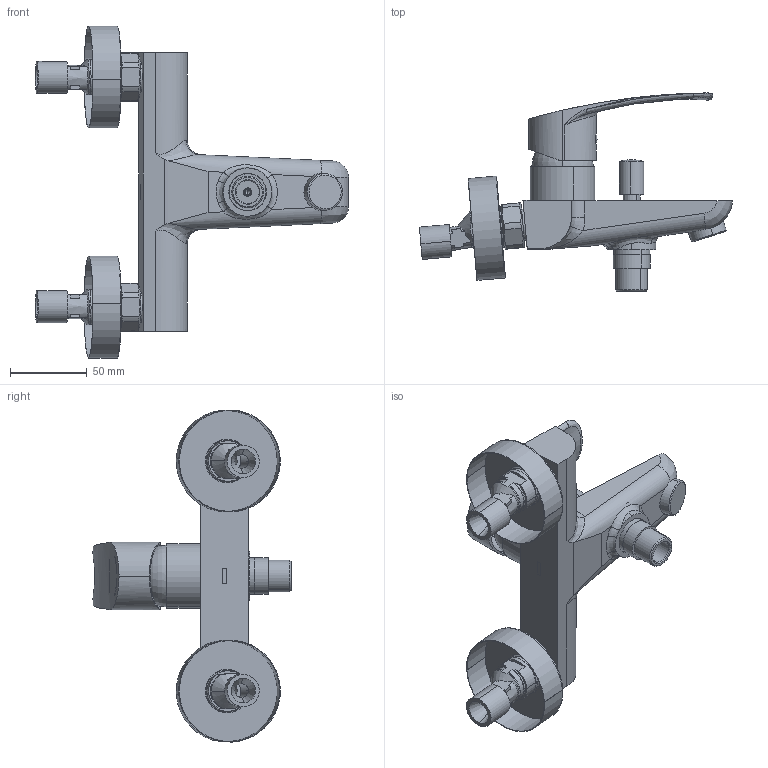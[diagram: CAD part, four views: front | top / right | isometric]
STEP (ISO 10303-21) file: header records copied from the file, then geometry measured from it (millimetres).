
FILE_DESCRIPTION (( 'STEP AP203' ), '1' );
FILE_NAME ('57CP03580.STEP', '2020-05-26T14:37:16', ( '' ), ( '' ), 'SwSTEP 2.0', 'SolidWorks 2018', '' );
FILE_SCHEMA (( 'CONFIG_CONTROL_DESIGN' ));
Length unit declared in the file: millimetre
Products named in the file (1): 57CP03580
Bounding box: 204.16 x 129.09 x 216.41 mm (x, y, z)
Surface area: 150167.6 mm2 (no closed solid volume)
Topology: 0 solids, 17 shells, 792 faces, 1903 edges, 1175 vertices
Faces by surface type: cylinder 317, plane 213, bspline 121, cone 83, torus 30, sphere 28
Entity records: 40197 total; most frequent: CARTESIAN_POINT 23032, ORIENTED_EDGE 3767, DIRECTION 3245, EDGE_CURVE 1893, AXIS2_PLACEMENT_3D 1319, VERTEX_POINT 1175, EDGE_LOOP 867, ADVANCED_FACE 792
